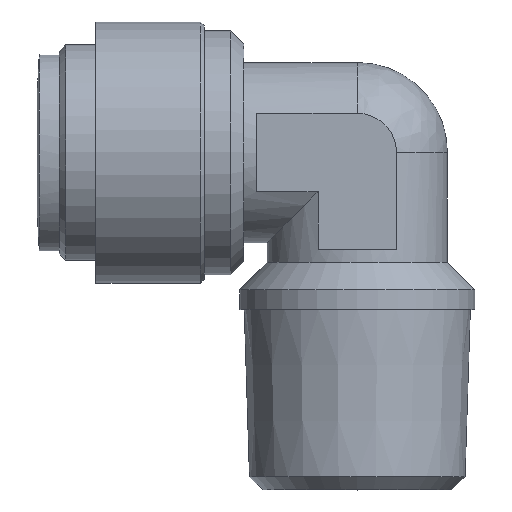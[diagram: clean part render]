
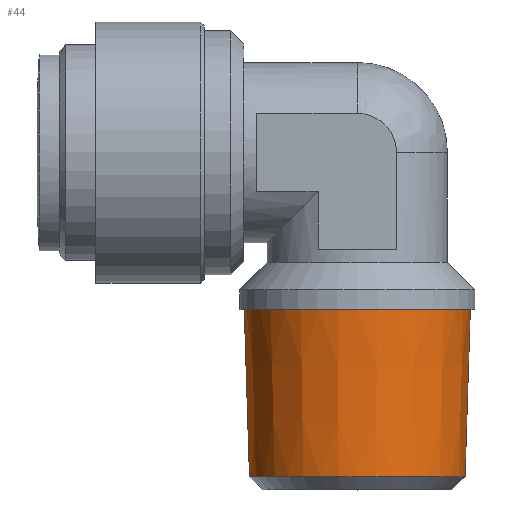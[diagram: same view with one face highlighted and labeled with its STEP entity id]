
A CAD part, top view. The second image highlights one B-rep face of the part: STEP entity #44.
In plain terms, the highlighted conical face has half-angle 1.79 degrees and reference radius 8.65 mm.
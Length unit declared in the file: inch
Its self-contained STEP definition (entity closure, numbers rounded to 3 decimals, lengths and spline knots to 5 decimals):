
#44 = ADVANCED_FACE ( 'NONE', ( #1575 ), #1496, .T. ) ;
#90 = ORIENTED_EDGE ( 'NONE', *, *, #900, .T. ) ;
#93 = CARTESIAN_POINT ( 'NONE',  ( 0., 0.03935, 0. ) ) ;
#139 = CIRCLE ( 'NONE', #1242, 0.3248 ) ;
#295 = DIRECTION ( 'NONE',  ( 1., 0., 0. ) ) ;
#323 = CARTESIAN_POINT ( 'NONE',  ( -0.34055, 0.54331, 0. ) ) ;
#337 = DIRECTION ( 'NONE',  ( 0.031, 1., 0. ) ) ;
#366 = DIRECTION ( 'NONE',  ( 0., -1., 0. ) ) ;
#369 = LINE ( 'NONE', #2372, #2483 ) ;
#498 = VERTEX_POINT ( 'NONE', #1506 ) ;
#526 = DIRECTION ( 'NONE',  ( -0.031, 1., 0. ) ) ;
#557 = CARTESIAN_POINT ( 'NONE',  ( -0.3248, 0.03935, 0. ) ) ;
#566 = DIRECTION ( 'NONE',  ( 0., 1., 0. ) ) ;
#900 = EDGE_CURVE ( 'NONE', #2477, #2328, #1123, .T. ) ;
#913 = VERTEX_POINT ( 'NONE', #557 ) ;
#975 = DIRECTION ( 'NONE',  ( -1., 0., 0. ) ) ;
#1020 = ORIENTED_EDGE ( 'NONE', *, *, #2622, .F. ) ;
#1031 = LINE ( 'NONE', #323, #2057 ) ;
#1073 = EDGE_LOOP ( 'NONE', ( #1768, #2252, #90, #1020 ) ) ;
#1123 = CIRCLE ( 'NONE', #1396, 0.34055 ) ;
#1242 = AXIS2_PLACEMENT_3D ( 'NONE', #93, #1509, #295 ) ;
#1396 = AXIS2_PLACEMENT_3D ( 'NONE', #1587, #366, #1798 ) ;
#1496 = CONICAL_SURFACE ( 'NONE', #1700, 0.34055, 0.031 ) ;
#1506 = CARTESIAN_POINT ( 'NONE',  ( 0.3248, 0.03935, 0. ) ) ;
#1509 = DIRECTION ( 'NONE',  ( 0., 1., 0. ) ) ;
#1575 = FACE_OUTER_BOUND ( 'NONE', #1073, .T. ) ;
#1587 = CARTESIAN_POINT ( 'NONE',  ( 0., 0.54331, 0. ) ) ;
#1700 = AXIS2_PLACEMENT_3D ( 'NONE', #2413, #566, #975 ) ;
#1768 = ORIENTED_EDGE ( 'NONE', *, *, #2524, .T. ) ;
#1798 = DIRECTION ( 'NONE',  ( -1., 0., 0. ) ) ;
#1821 = CARTESIAN_POINT ( 'NONE',  ( 0.34055, 0.54331, 0. ) ) ;
#2015 = EDGE_CURVE ( 'NONE', #498, #2477, #369, .T. ) ;
#2057 = VECTOR ( 'NONE', #526, 39.37008 ) ;
#2252 = ORIENTED_EDGE ( 'NONE', *, *, #2015, .T. ) ;
#2328 = VERTEX_POINT ( 'NONE', #2393 ) ;
#2372 = CARTESIAN_POINT ( 'NONE',  ( 0.34055, 0.54331, 0. ) ) ;
#2393 = CARTESIAN_POINT ( 'NONE',  ( -0.34055, 0.54331, 0. ) ) ;
#2413 = CARTESIAN_POINT ( 'NONE',  ( 0., 0.54331, 0. ) ) ;
#2477 = VERTEX_POINT ( 'NONE', #1821 ) ;
#2483 = VECTOR ( 'NONE', #337, 39.37008 ) ;
#2524 = EDGE_CURVE ( 'NONE', #913, #498, #139, .T. ) ;
#2622 = EDGE_CURVE ( 'NONE', #913, #2328, #1031, .T. ) ;
